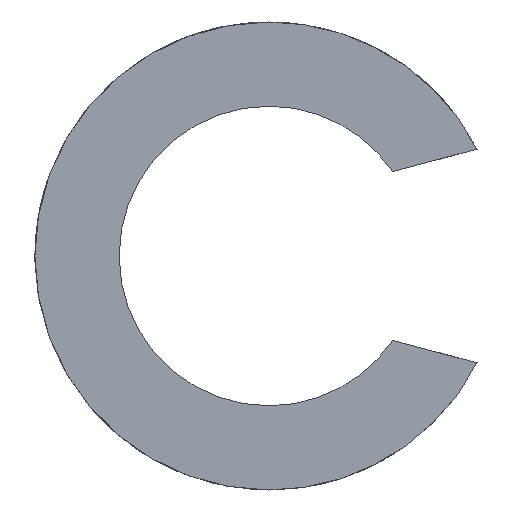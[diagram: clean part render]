
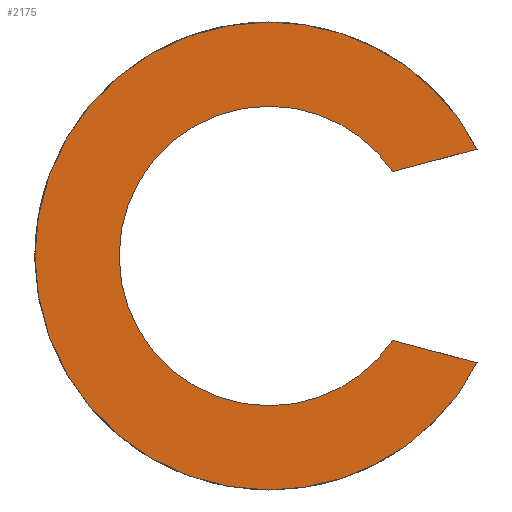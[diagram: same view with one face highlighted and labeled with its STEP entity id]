
A CAD part, left-side view. The second image highlights one B-rep face of the part: STEP entity #2175.
In plain terms, the highlighted planar face has unit normal (-1, 0, 0).
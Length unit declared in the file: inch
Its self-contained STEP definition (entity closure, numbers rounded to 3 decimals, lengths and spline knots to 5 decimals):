
#13 = CARTESIAN_POINT ( 'NONE',  ( 0., -0.69492, 0.35698 ) ) ;
#29 = DIRECTION ( 'NONE',  ( 0., 0., -1. ) ) ;
#31 = DIRECTION ( 'NONE',  ( -1., 0., 0. ) ) ;
#35 = CARTESIAN_POINT ( 'NONE',  ( 0., 0., 0. ) ) ;
#42 = EDGE_CURVE ( 'NONE', #2001, #822, #1972, .T. ) ;
#79 = CARTESIAN_POINT ( 'NONE',  ( 0., -0.41323, -0.2815 ) ) ;
#92 = ORIENTED_EDGE ( 'NONE', *, *, #1906, .T. ) ;
#99 = AXIS2_PLACEMENT_3D ( 'NONE', #1537, #1536, #1533 ) ;
#123 = DIRECTION ( 'NONE',  ( 0., 0., -1. ) ) ;
#125 = DIRECTION ( 'NONE',  ( -1., 0., 0. ) ) ;
#130 = CARTESIAN_POINT ( 'NONE',  ( 0., 0., 0. ) ) ;
#135 = ORIENTED_EDGE ( 'NONE', *, *, #189, .T. ) ;
#189 = EDGE_CURVE ( 'NONE', #1694, #1921, #2121, .T. ) ;
#215 = DIRECTION ( 'NONE',  ( 0., 0., -1. ) ) ;
#216 = DIRECTION ( 'NONE',  ( 1., 0., 0. ) ) ;
#220 = CARTESIAN_POINT ( 'NONE',  ( 0., 0., 0. ) ) ;
#274 = AXIS2_PLACEMENT_3D ( 'NONE', #2100, #1568, #2080 ) ;
#287 = ORIENTED_EDGE ( 'NONE', *, *, #427, .T. ) ;
#307 = CARTESIAN_POINT ( 'NONE',  ( 0., -0.69492, -0.35698 ) ) ;
#349 = CARTESIAN_POINT ( 'NONE',  ( 0., -0.41323, 0.2815 ) ) ;
#385 = AXIS2_PLACEMENT_3D ( 'NONE', #220, #216, #215 ) ;
#413 = AXIS2_PLACEMENT_3D ( 'NONE', #2034, #1883, #837 ) ;
#427 = EDGE_CURVE ( 'NONE', #1713, #2001, #1841, .T. ) ;
#446 = FACE_OUTER_BOUND ( 'NONE', #933, .T. ) ;
#453 = CARTESIAN_POINT ( 'NONE',  ( 0., 0., -0.5 ) ) ;
#516 = CARTESIAN_POINT ( 'NONE',  ( 0., 0., 0.78125 ) ) ;
#538 = CIRCLE ( 'NONE', #2104, 0.5 ) ;
#757 = VERTEX_POINT ( 'NONE', #516 ) ;
#765 = CIRCLE ( 'NONE', #1732, 0.78125 ) ;
#820 = DIRECTION ( 'NONE',  ( 1., 0., 0. ) ) ;
#822 = VERTEX_POINT ( 'NONE', #453 ) ;
#830 = CIRCLE ( 'NONE', #894, 0.78125 ) ;
#837 = DIRECTION ( 'NONE',  ( 0., 0., 1. ) ) ;
#878 = ORIENTED_EDGE ( 'NONE', *, *, #42, .T. ) ;
#885 = CIRCLE ( 'NONE', #385, 0.5 ) ;
#894 = AXIS2_PLACEMENT_3D ( 'NONE', #130, #125, #123 ) ;
#933 = EDGE_LOOP ( 'NONE', ( #878, #1899, #1990, #135, #92, #2079, #1462, #287 ) ) ;
#954 = EDGE_CURVE ( 'NONE', #1215, #1713, #1577, .T. ) ;
#1032 = VERTEX_POINT ( 'NONE', #1457 ) ;
#1066 = CARTESIAN_POINT ( 'NONE',  ( 0., 0., -0.78125 ) ) ;
#1215 = VERTEX_POINT ( 'NONE', #1066 ) ;
#1400 = DIRECTION ( 'NONE',  ( 0., 0.966, 0.259 ) ) ;
#1416 = CARTESIAN_POINT ( 'NONE',  ( 0., -0.69492, -0.35698 ) ) ;
#1457 = CARTESIAN_POINT ( 'NONE',  ( 0., 0., 0.5 ) ) ;
#1462 = ORIENTED_EDGE ( 'NONE', *, *, #954, .T. ) ;
#1533 = DIRECTION ( 'NONE',  ( 0., 0., -1. ) ) ;
#1536 = DIRECTION ( 'NONE',  ( -1., 0., 0. ) ) ;
#1537 = CARTESIAN_POINT ( 'NONE',  ( 0., 0., 0. ) ) ;
#1568 = DIRECTION ( 'NONE',  ( 1., 0., 0. ) ) ;
#1577 = CIRCLE ( 'NONE', #99, 0.78125 ) ;
#1583 = PLANE ( 'NONE',  #413 ) ;
#1694 = VERTEX_POINT ( 'NONE', #349 ) ;
#1713 = VERTEX_POINT ( 'NONE', #307 ) ;
#1732 = AXIS2_PLACEMENT_3D ( 'NONE', #35, #31, #29 ) ;
#1765 = EDGE_CURVE ( 'NONE', #1032, #1694, #885, .T. ) ;
#1821 = VECTOR ( 'NONE', #1400, 39.37008 ) ;
#1829 = EDGE_CURVE ( 'NONE', #757, #1215, #830, .T. ) ;
#1841 = LINE ( 'NONE', #1416, #1821 ) ;
#1875 = CARTESIAN_POINT ( 'NONE',  ( 0., 0., 0. ) ) ;
#1883 = DIRECTION ( 'NONE',  ( -1., 0., 0. ) ) ;
#1899 = ORIENTED_EDGE ( 'NONE', *, *, #2137, .T. ) ;
#1906 = EDGE_CURVE ( 'NONE', #1921, #757, #765, .T. ) ;
#1921 = VERTEX_POINT ( 'NONE', #13 ) ;
#1972 = CIRCLE ( 'NONE', #274, 0.5 ) ;
#1990 = ORIENTED_EDGE ( 'NONE', *, *, #1765, .T. ) ;
#2001 = VERTEX_POINT ( 'NONE', #79 ) ;
#2023 = DIRECTION ( 'NONE',  ( 0., 0., -1. ) ) ;
#2034 = CARTESIAN_POINT ( 'NONE',  ( 0., -0.70379, -0.79063 ) ) ;
#2045 = CARTESIAN_POINT ( 'NONE',  ( 0., -0.41323, 0.2815 ) ) ;
#2046 = DIRECTION ( 'NONE',  ( 0., -0.966, 0.259 ) ) ;
#2079 = ORIENTED_EDGE ( 'NONE', *, *, #1829, .T. ) ;
#2080 = DIRECTION ( 'NONE',  ( 0., 0., -1. ) ) ;
#2100 = CARTESIAN_POINT ( 'NONE',  ( 0., 0., 0. ) ) ;
#2104 = AXIS2_PLACEMENT_3D ( 'NONE', #1875, #820, #2023 ) ;
#2121 = LINE ( 'NONE', #2045, #2143 ) ;
#2137 = EDGE_CURVE ( 'NONE', #822, #1032, #538, .T. ) ;
#2143 = VECTOR ( 'NONE', #2046, 39.37008 ) ;
#2175 = ADVANCED_FACE ( 'NONE', ( #446 ), #1583, .T. ) ;
